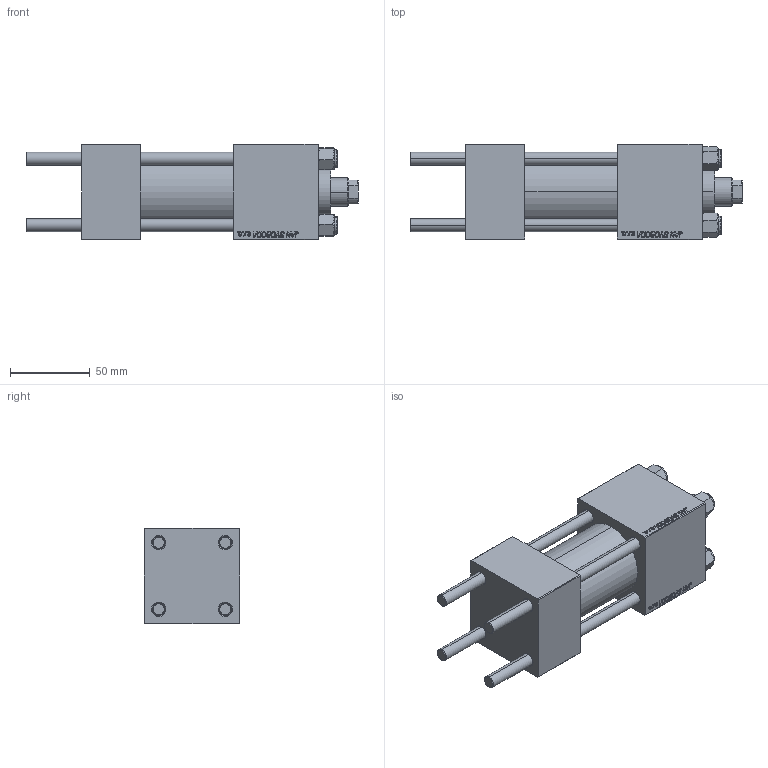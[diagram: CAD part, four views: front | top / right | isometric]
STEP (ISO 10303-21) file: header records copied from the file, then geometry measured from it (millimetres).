
FILE_DESCRIPTION (( 'STEP AP203' ), '1' );
FILE_NAME ('78f3.STEP', '2022-10-03T15:32:36', ( '' ), ( '' ), 'SwSTEP 2.0', 'SolidWorks 2019', '' );
FILE_SCHEMA (( 'CONFIG_CONTROL_DESIGN' ));
Length unit declared in the file: millimetre
Products named in the file (6): 78f3; NUT_M5 2ff10bad3f0607239f18fa584b096f53; V215CR_BODY_A 2ff10bad3f0607239f18fa584b096f53; V215CR_VCP 2ff10bad3f0607239f18fa584b096f53; CR025_012_A_0_G_A_G_M_020_+#_##_TYCINKA 2ff10bad3f0607239f18fa584b096f53; V215_VC_A 2ff10bad3f0607239f18fa584b096f53
Assembly tree (11 placements, depth 2):
  78f3
    V215CR_BODY_A 2ff10bad3f0607239f18fa584b096f53
    CR025_012_A_0_G_A_G_M_020_+#_##_TYCINKA 2ff10bad3f0607239f18fa584b096f53  x4
    NUT_M5 2ff10bad3f0607239f18fa584b096f53  x4
    V215CR_VCP 2ff10bad3f0607239f18fa584b096f53
    V215_VC_A 2ff10bad3f0607239f18fa584b096f53
Bounding box: 208 x 60 x 60 mm (x, y, z)
Volume: 413502.5 mm3; surface area: 114081.6 mm2
Topology: 11 solids, 11 shells, 1139 faces, 2866 edges, 1859 vertices
Faces by surface type: plane 520, bspline 392, cone 136, cylinder 83, torus 8
Entity records: 50060 total; most frequent: CARTESIAN_POINT 27081, ORIENTED_EDGE 5224, DIRECTION 3268, EDGE_CURVE 2612, VERTEX_POINT 1715, LINE 1588, VECTOR 1588, EDGE_LOOP 1149
